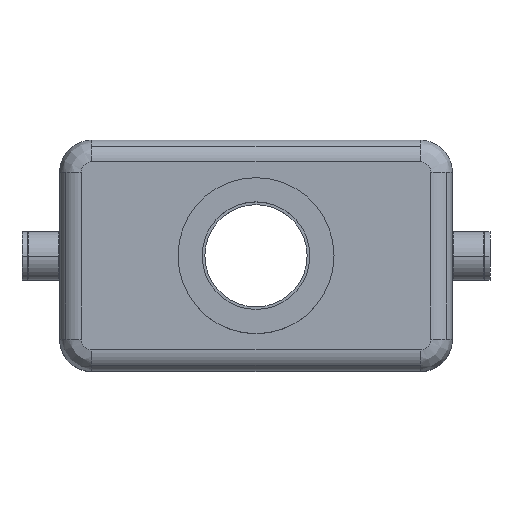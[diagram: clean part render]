
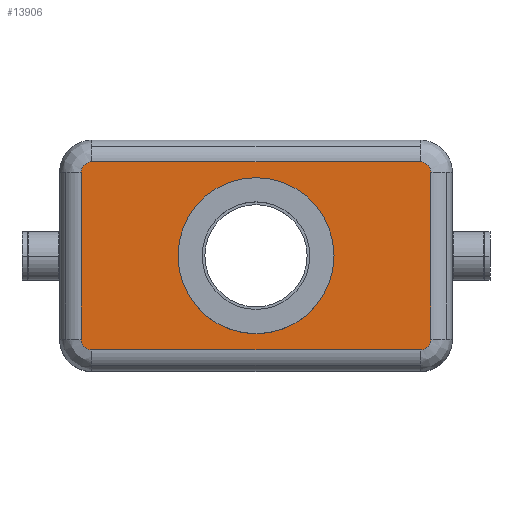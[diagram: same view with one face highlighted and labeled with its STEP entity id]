
A CAD part, top view. The second image highlights one B-rep face of the part: STEP entity #13906.
In plain terms, the highlighted planar face has unit normal (0, 0, 1).
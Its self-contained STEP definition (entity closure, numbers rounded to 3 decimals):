
#185=CARTESIAN_POINT('',(-32.5,-15.5,45.));
#186=VERTEX_POINT('',#185);
#194=CARTESIAN_POINT('',(-32.5,15.5,45.));
#195=VERTEX_POINT('',#194);
#196=CARTESIAN_POINT('',(-32.5,-15.5,45.));
#197=DIRECTION('',(0.0,1.0,0.0));
#198=VECTOR('',#197,31.);
#199=LINE('',#196,#198);
#200=EDGE_CURVE('',#186,#195,#199,.T.);
#3853=CARTESIAN_POINT('',(14.5,0.0,45.0));
#3854=VERTEX_POINT('',#3853);
#3863=CARTESIAN_POINT('',(-14.5,0.,45.0));
#3864=VERTEX_POINT('',#3863);
#3865=CARTESIAN_POINT('',(0.0,0.0,45.0));
#3866=DIRECTION('',(0.0,0.0,-1.0));
#3867=DIRECTION('',(1.0,0.0,0.0));
#3868=AXIS2_PLACEMENT_3D('',#3865,#3866,#3867);
#3869=CIRCLE('',#3868,14.5);
#3870=EDGE_CURVE('',#3864,#3854,#3869,.T.);
#5791=CARTESIAN_POINT('',(0.0,0.0,45.0));
#5792=DIRECTION('',(0.0,0.0,-1.0));
#5793=DIRECTION('',(1.0,0.0,0.0));
#5794=AXIS2_PLACEMENT_3D('',#5791,#5792,#5793);
#5795=CIRCLE('',#5794,14.5);
#5796=EDGE_CURVE('',#3854,#3864,#5795,.T.);
#13459=CARTESIAN_POINT('',(-30.5,17.5,45.));
#13460=VERTEX_POINT('',#13459);
#13468=CARTESIAN_POINT('',(30.5,17.5,45.0));
#13469=VERTEX_POINT('',#13468);
#13470=CARTESIAN_POINT('',(-30.5,17.5,45.));
#13471=DIRECTION('',(1.0,0.0,0.0));
#13472=VECTOR('',#13471,61.);
#13473=LINE('',#13470,#13472);
#13474=EDGE_CURVE('',#13460,#13469,#13473,.T.);
#13539=CARTESIAN_POINT('',(32.5,15.5,45.0));
#13540=VERTEX_POINT('',#13539);
#13553=CARTESIAN_POINT('',(30.5,15.5,45.0));
#13554=DIRECTION('',(0.,0.,-1.));
#13555=DIRECTION('',(0.707,0.707,0.));
#13556=AXIS2_PLACEMENT_3D('',#13553,#13554,#13555);
#13557=CIRCLE('',#13556,2.);
#13558=EDGE_CURVE('',#13469,#13540,#13557,.T.);
#13624=CARTESIAN_POINT('',(-30.5,15.5,45.));
#13625=DIRECTION('',(0.,0.,-1.));
#13626=DIRECTION('',(-0.707,0.707,0.));
#13627=AXIS2_PLACEMENT_3D('',#13624,#13625,#13626);
#13628=CIRCLE('',#13627,2.0);
#13629=EDGE_CURVE('',#195,#13460,#13628,.T.);
#13645=CARTESIAN_POINT('',(32.5,-15.5,45.0));
#13646=VERTEX_POINT('',#13645);
#13647=CARTESIAN_POINT('',(32.5,15.5,45.0));
#13648=DIRECTION('',(0.0,-1.0,0.0));
#13649=VECTOR('',#13648,31.);
#13650=LINE('',#13647,#13649);
#13651=EDGE_CURVE('',#13540,#13646,#13650,.T.);
#13734=CARTESIAN_POINT('',(30.5,-17.5,45.0));
#13735=VERTEX_POINT('',#13734);
#13748=CARTESIAN_POINT('',(30.5,-15.5,45.0));
#13749=DIRECTION('',(0.,0.,-1.));
#13750=DIRECTION('',(0.707,-0.707,0.));
#13751=AXIS2_PLACEMENT_3D('',#13748,#13749,#13750);
#13752=CIRCLE('',#13751,2.);
#13753=EDGE_CURVE('',#13646,#13735,#13752,.T.);
#13812=CARTESIAN_POINT('',(-30.5,-17.5,45.));
#13813=VERTEX_POINT('',#13812);
#13821=CARTESIAN_POINT('',(-30.5,-15.5,45.));
#13822=DIRECTION('',(0.,0.,-1.));
#13823=DIRECTION('',(-0.707,-0.707,0.));
#13824=AXIS2_PLACEMENT_3D('',#13821,#13822,#13823);
#13825=CIRCLE('',#13824,2.0);
#13826=EDGE_CURVE('',#13813,#186,#13825,.T.);
#13842=CARTESIAN_POINT('',(30.5,-17.5,45.0));
#13843=DIRECTION('',(-1.0,0.0,0.0));
#13844=VECTOR('',#13843,61.);
#13845=LINE('',#13842,#13844);
#13846=EDGE_CURVE('',#13735,#13813,#13845,.T.);
#13887=CARTESIAN_POINT('',(36.5,0.0,45.0));
#13888=DIRECTION('',(0.0,0.0,1.0));
#13889=DIRECTION('',(1.0,0.0,0.0));
#13890=AXIS2_PLACEMENT_3D('',#13887,#13888,#13889);
#13891=PLANE('',#13890);
#13892=ORIENTED_EDGE('',*,*,#13474,.F.);
#13893=ORIENTED_EDGE('',*,*,#13629,.F.);
#13894=ORIENTED_EDGE('',*,*,#200,.F.);
#13895=ORIENTED_EDGE('',*,*,#13826,.F.);
#13896=ORIENTED_EDGE('',*,*,#13846,.F.);
#13897=ORIENTED_EDGE('',*,*,#13753,.F.);
#13898=ORIENTED_EDGE('',*,*,#13651,.F.);
#13899=ORIENTED_EDGE('',*,*,#13558,.F.);
#13900=EDGE_LOOP('',(#13892,#13893,#13894,#13895,#13896,#13897,#13898,#13899));
#13901=FACE_OUTER_BOUND('',#13900,.T.);
#13902=ORIENTED_EDGE('',*,*,#5796,.T.);
#13903=ORIENTED_EDGE('',*,*,#3870,.T.);
#13904=EDGE_LOOP('',(#13902,#13903));
#13905=FACE_BOUND('',#13904,.T.);
#13906=ADVANCED_FACE('',(#13901,#13905),#13891,.T.);
